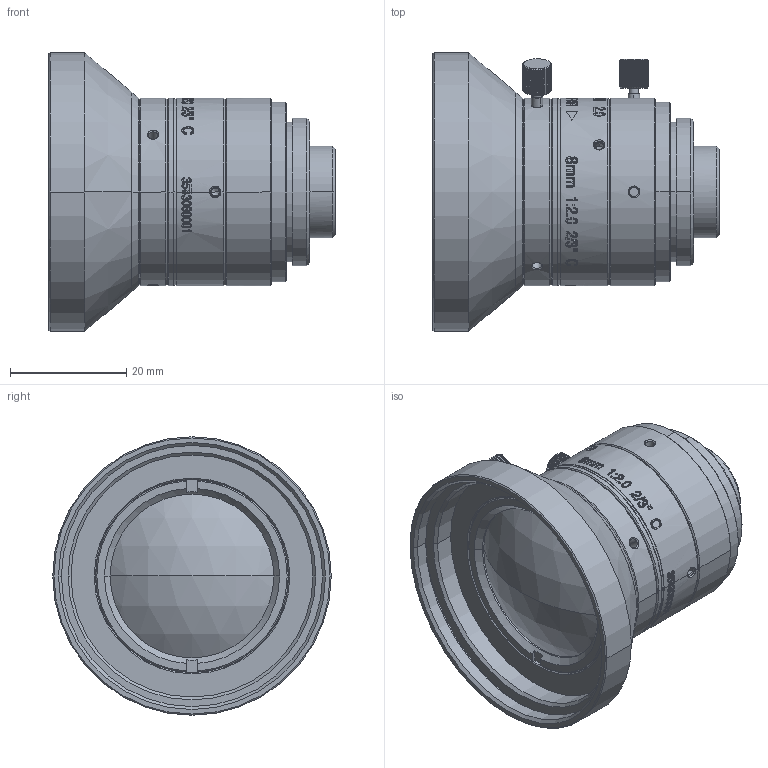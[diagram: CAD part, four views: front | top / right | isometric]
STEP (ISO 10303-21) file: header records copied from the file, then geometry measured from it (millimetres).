
FILE_DESCRIPTION (( 'STEP AP203' ), '1' );
FILE_NAME ('600130.step', '2025-04-14T08:41:35', ( 'MSI' ), ( '' ), 'SwSTEP 2.0', 'SolidWorks 2020', '' );
FILE_SCHEMA (( 'CONFIG_CONTROL_DESIGN' ));
Products named in the file (1): 600130
Bounding box: 49.34 x 48 x 48 mm (x, y, z)
Surface area: 26378.6 mm2 (no closed solid volume)
Topology: 0 solids, 21 shells, 2031 faces, 5100 edges, 3225 vertices
Faces by surface type: plane 695, bspline 599, cylinder 449, cone 264, torus 16, sphere 8
Entity records: 96441 total; most frequent: CARTESIAN_POINT 52940, ORIENTED_EDGE 10172, DIRECTION 6996, EDGE_CURVE 5086, VERTEX_POINT 3225, AXIS2_PLACEMENT_3D 2700, EDGE_LOOP 2229, B_SPLINE_CURVE_WITH_KNOTS 2223
